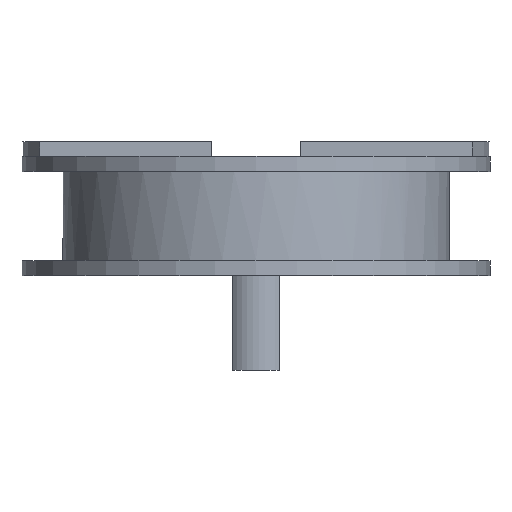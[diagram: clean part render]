
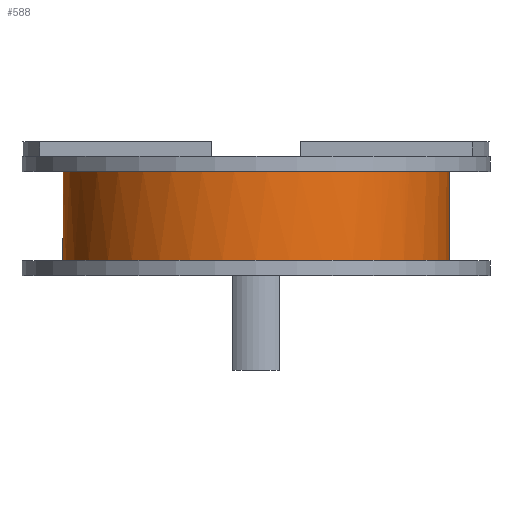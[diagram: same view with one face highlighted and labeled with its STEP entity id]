
A CAD part, top view. The second image highlights one B-rep face of the part: STEP entity #588.
In plain terms, the highlighted cylindrical face has radius 26 mm (diameter 52 mm), a full revolution.
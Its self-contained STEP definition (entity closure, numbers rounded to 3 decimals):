
#116 = PLANE('',#117);
#117 = AXIS2_PLACEMENT_3D('',#118,#119,#120);
#118 = CARTESIAN_POINT('',(0.,0.,29.499));
#119 = DIRECTION('',(0.,-1.,0.));
#120 = DIRECTION('',(0.,0.,-1.));
#134 = EDGE_CURVE('',#135,#135,#137,.T.);
#135 = VERTEX_POINT('',#136);
#136 = CARTESIAN_POINT('',(26.,0.,29.499));
#137 = SURFACE_CURVE('',#138,(#143,#154),.PCURVE_S1.);
#138 = CIRCLE('',#139,26.);
#139 = AXIS2_PLACEMENT_3D('',#140,#141,#142);
#140 = CARTESIAN_POINT('',(0.,0.,29.499));
#141 = DIRECTION('',(0.,1.,0.));
#142 = DIRECTION('',(1.,0.,0.));
#143 = PCURVE('',#116,#144);
#144 = DEFINITIONAL_REPRESENTATION('',(#145),#153);
#145 = ( BOUNDED_CURVE() B_SPLINE_CURVE(2,(#146,#147,#148,#149,#150,#151
,#152),.UNSPECIFIED.,.T.,.F.) B_SPLINE_CURVE_WITH_KNOTS((1,2,2,2,2,1),(
    -2.094,0.,2.094,4.189,6.283,
8.378),.UNSPECIFIED.) CURVE() GEOMETRIC_REPRESENTATION_ITEM() 
RATIONAL_B_SPLINE_CURVE((1.,0.5,1.,0.5,1.,0.5,1.)) REPRESENTATION_ITEM(
  '') );
#146 = CARTESIAN_POINT('',(0.,26.));
#147 = CARTESIAN_POINT('',(45.033,26.));
#148 = CARTESIAN_POINT('',(22.517,-13.));
#149 = CARTESIAN_POINT('',(0.,-52.));
#150 = CARTESIAN_POINT('',(-22.517,-13.));
#151 = CARTESIAN_POINT('',(-45.033,26.));
#152 = CARTESIAN_POINT('',(0.,26.));
#153 = ( GEOMETRIC_REPRESENTATION_CONTEXT(2) 
PARAMETRIC_REPRESENTATION_CONTEXT() REPRESENTATION_CONTEXT('2D SPACE',''
  ) );
#154 = PCURVE('',#155,#160);
#155 = CYLINDRICAL_SURFACE('',#156,26.);
#156 = AXIS2_PLACEMENT_3D('',#157,#158,#159);
#157 = CARTESIAN_POINT('',(0.,0.,29.499));
#158 = DIRECTION('',(0.,-1.,0.));
#159 = DIRECTION('',(1.,0.,0.));
#160 = DEFINITIONAL_REPRESENTATION('',(#161),#165);
#161 = LINE('',#162,#163);
#162 = CARTESIAN_POINT('',(-0.,0.));
#163 = VECTOR('',#164,1.);
#164 = DIRECTION('',(-1.,0.));
#165 = ( GEOMETRIC_REPRESENTATION_CONTEXT(2) 
PARAMETRIC_REPRESENTATION_CONTEXT() REPRESENTATION_CONTEXT('2D SPACE',''
  ) );
#588 = ADVANCED_FACE('',(#589),#155,.T.);
#589 = FACE_BOUND('',#590,.F.);
#590 = EDGE_LOOP('',(#591,#592,#615,#644,#673,#697,#726,#748));
#591 = ORIENTED_EDGE('',*,*,#134,.F.);
#592 = ORIENTED_EDGE('',*,*,#593,.T.);
#593 = EDGE_CURVE('',#135,#594,#596,.T.);
#594 = VERTEX_POINT('',#595);
#595 = CARTESIAN_POINT('',(26.,12.,29.499));
#596 = SEAM_CURVE('',#597,(#601,#608),.PCURVE_S1.);
#597 = LINE('',#598,#599);
#598 = CARTESIAN_POINT('',(26.,0.,29.499));
#599 = VECTOR('',#600,1.);
#600 = DIRECTION('',(0.,1.,0.));
#601 = PCURVE('',#155,#602);
#602 = DEFINITIONAL_REPRESENTATION('',(#603),#607);
#603 = LINE('',#604,#605);
#604 = CARTESIAN_POINT('',(-6.283,0.));
#605 = VECTOR('',#606,1.);
#606 = DIRECTION('',(-0.,-1.));
#607 = ( GEOMETRIC_REPRESENTATION_CONTEXT(2) 
PARAMETRIC_REPRESENTATION_CONTEXT() REPRESENTATION_CONTEXT('2D SPACE',''
  ) );
#608 = PCURVE('',#155,#609);
#609 = DEFINITIONAL_REPRESENTATION('',(#610),#614);
#610 = LINE('',#611,#612);
#611 = CARTESIAN_POINT('',(-0.,0.));
#612 = VECTOR('',#613,1.);
#613 = DIRECTION('',(-0.,-1.));
#614 = ( GEOMETRIC_REPRESENTATION_CONTEXT(2) 
PARAMETRIC_REPRESENTATION_CONTEXT() REPRESENTATION_CONTEXT('2D SPACE',''
  ) );
#615 = ORIENTED_EDGE('',*,*,#616,.T.);
#616 = EDGE_CURVE('',#594,#617,#619,.T.);
#617 = VERTEX_POINT('',#618);
#618 = CARTESIAN_POINT('',(13.97,12.,51.427));
#619 = SURFACE_CURVE('',#620,(#625,#632),.PCURVE_S1.);
#620 = CIRCLE('',#621,26.);
#621 = AXIS2_PLACEMENT_3D('',#622,#623,#624);
#622 = CARTESIAN_POINT('',(0.,12.,29.499));
#623 = DIRECTION('',(0.,1.,0.));
#624 = DIRECTION('',(1.,0.,0.));
#625 = PCURVE('',#155,#626);
#626 = DEFINITIONAL_REPRESENTATION('',(#627),#631);
#627 = LINE('',#628,#629);
#628 = CARTESIAN_POINT('',(-0.,-12.));
#629 = VECTOR('',#630,1.);
#630 = DIRECTION('',(-1.,0.));
#631 = ( GEOMETRIC_REPRESENTATION_CONTEXT(2) 
PARAMETRIC_REPRESENTATION_CONTEXT() REPRESENTATION_CONTEXT('2D SPACE',''
  ) );
#632 = PCURVE('',#633,#638);
#633 = PLANE('',#634);
#634 = AXIS2_PLACEMENT_3D('',#635,#636,#637);
#635 = CARTESIAN_POINT('',(0.,12.,29.499));
#636 = DIRECTION('',(0.,1.,0.));
#637 = DIRECTION('',(0.,0.,1.));
#638 = DEFINITIONAL_REPRESENTATION('',(#639),#643);
#639 = CIRCLE('',#640,26.);
#640 = AXIS2_PLACEMENT_2D('',#641,#642);
#641 = CARTESIAN_POINT('',(0.,0.));
#642 = DIRECTION('',(0.,1.));
#643 = ( GEOMETRIC_REPRESENTATION_CONTEXT(2) 
PARAMETRIC_REPRESENTATION_CONTEXT() REPRESENTATION_CONTEXT('2D SPACE',''
  ) );
#644 = ORIENTED_EDGE('',*,*,#645,.T.);
#645 = EDGE_CURVE('',#617,#646,#648,.T.);
#646 = VERTEX_POINT('',#647);
#647 = CARTESIAN_POINT('',(15.828,12.,50.126));
#648 = SURFACE_CURVE('',#649,(#654,#661),.PCURVE_S1.);
#649 = CIRCLE('',#650,26.);
#650 = AXIS2_PLACEMENT_3D('',#651,#652,#653);
#651 = CARTESIAN_POINT('',(0.,12.,29.499));
#652 = DIRECTION('',(0.,1.,0.));
#653 = DIRECTION('',(1.,0.,0.));
#654 = PCURVE('',#155,#655);
#655 = DEFINITIONAL_REPRESENTATION('',(#656),#660);
#656 = LINE('',#657,#658);
#657 = CARTESIAN_POINT('',(-0.,-12.));
#658 = VECTOR('',#659,1.);
#659 = DIRECTION('',(-1.,0.));
#660 = ( GEOMETRIC_REPRESENTATION_CONTEXT(2) 
PARAMETRIC_REPRESENTATION_CONTEXT() REPRESENTATION_CONTEXT('2D SPACE',''
  ) );
#661 = PCURVE('',#662,#667);
#662 = CYLINDRICAL_SURFACE('',#663,26.);
#663 = AXIS2_PLACEMENT_3D('',#664,#665,#666);
#664 = CARTESIAN_POINT('',(0.,12.,29.499));
#665 = DIRECTION('',(0.,-1.,0.));
#666 = DIRECTION('',(1.,0.,0.));
#667 = DEFINITIONAL_REPRESENTATION('',(#668),#672);
#668 = LINE('',#669,#670);
#669 = CARTESIAN_POINT('',(-0.,0.));
#670 = VECTOR('',#671,1.);
#671 = DIRECTION('',(-1.,0.));
#672 = ( GEOMETRIC_REPRESENTATION_CONTEXT(2) 
PARAMETRIC_REPRESENTATION_CONTEXT() REPRESENTATION_CONTEXT('2D SPACE',''
  ) );
#673 = ORIENTED_EDGE('',*,*,#674,.T.);
#674 = EDGE_CURVE('',#646,#675,#677,.T.);
#675 = VERTEX_POINT('',#676);
#676 = CARTESIAN_POINT('',(19.169,12.,47.064));
#677 = SURFACE_CURVE('',#678,(#683,#690),.PCURVE_S1.);
#678 = CIRCLE('',#679,26.);
#679 = AXIS2_PLACEMENT_3D('',#680,#681,#682);
#680 = CARTESIAN_POINT('',(0.,12.,29.499));
#681 = DIRECTION('',(0.,1.,0.));
#682 = DIRECTION('',(1.,0.,0.));
#683 = PCURVE('',#155,#684);
#684 = DEFINITIONAL_REPRESENTATION('',(#685),#689);
#685 = LINE('',#686,#687);
#686 = CARTESIAN_POINT('',(-0.,-12.));
#687 = VECTOR('',#688,1.);
#688 = DIRECTION('',(-1.,0.));
#689 = ( GEOMETRIC_REPRESENTATION_CONTEXT(2) 
PARAMETRIC_REPRESENTATION_CONTEXT() REPRESENTATION_CONTEXT('2D SPACE',''
  ) );
#690 = PCURVE('',#633,#691);
#691 = DEFINITIONAL_REPRESENTATION('',(#692),#696);
#692 = CIRCLE('',#693,26.);
#693 = AXIS2_PLACEMENT_2D('',#694,#695);
#694 = CARTESIAN_POINT('',(0.,0.));
#695 = DIRECTION('',(0.,1.));
#696 = ( GEOMETRIC_REPRESENTATION_CONTEXT(2) 
PARAMETRIC_REPRESENTATION_CONTEXT() REPRESENTATION_CONTEXT('2D SPACE',''
  ) );
#697 = ORIENTED_EDGE('',*,*,#698,.T.);
#698 = EDGE_CURVE('',#675,#699,#701,.T.);
#699 = VERTEX_POINT('',#700);
#700 = CARTESIAN_POINT('',(20.627,12.,45.326));
#701 = SURFACE_CURVE('',#702,(#707,#714),.PCURVE_S1.);
#702 = CIRCLE('',#703,26.);
#703 = AXIS2_PLACEMENT_3D('',#704,#705,#706);
#704 = CARTESIAN_POINT('',(0.,12.,29.499));
#705 = DIRECTION('',(0.,1.,0.));
#706 = DIRECTION('',(1.,0.,0.));
#707 = PCURVE('',#155,#708);
#708 = DEFINITIONAL_REPRESENTATION('',(#709),#713);
#709 = LINE('',#710,#711);
#710 = CARTESIAN_POINT('',(-0.,-12.));
#711 = VECTOR('',#712,1.);
#712 = DIRECTION('',(-1.,0.));
#713 = ( GEOMETRIC_REPRESENTATION_CONTEXT(2) 
PARAMETRIC_REPRESENTATION_CONTEXT() REPRESENTATION_CONTEXT('2D SPACE',''
  ) );
#714 = PCURVE('',#715,#720);
#715 = CYLINDRICAL_SURFACE('',#716,26.);
#716 = AXIS2_PLACEMENT_3D('',#717,#718,#719);
#717 = CARTESIAN_POINT('',(0.,12.,29.499));
#718 = DIRECTION('',(0.,-1.,0.));
#719 = DIRECTION('',(1.,0.,0.));
#720 = DEFINITIONAL_REPRESENTATION('',(#721),#725);
#721 = LINE('',#722,#723);
#722 = CARTESIAN_POINT('',(-0.,0.));
#723 = VECTOR('',#724,1.);
#724 = DIRECTION('',(-1.,0.));
#725 = ( GEOMETRIC_REPRESENTATION_CONTEXT(2) 
PARAMETRIC_REPRESENTATION_CONTEXT() REPRESENTATION_CONTEXT('2D SPACE',''
  ) );
#726 = ORIENTED_EDGE('',*,*,#727,.T.);
#727 = EDGE_CURVE('',#699,#594,#728,.T.);
#728 = SURFACE_CURVE('',#729,(#734,#741),.PCURVE_S1.);
#729 = CIRCLE('',#730,26.);
#730 = AXIS2_PLACEMENT_3D('',#731,#732,#733);
#731 = CARTESIAN_POINT('',(0.,12.,29.499));
#732 = DIRECTION('',(0.,1.,0.));
#733 = DIRECTION('',(1.,0.,0.));
#734 = PCURVE('',#155,#735);
#735 = DEFINITIONAL_REPRESENTATION('',(#736),#740);
#736 = LINE('',#737,#738);
#737 = CARTESIAN_POINT('',(-0.,-12.));
#738 = VECTOR('',#739,1.);
#739 = DIRECTION('',(-1.,0.));
#740 = ( GEOMETRIC_REPRESENTATION_CONTEXT(2) 
PARAMETRIC_REPRESENTATION_CONTEXT() REPRESENTATION_CONTEXT('2D SPACE',''
  ) );
#741 = PCURVE('',#633,#742);
#742 = DEFINITIONAL_REPRESENTATION('',(#743),#747);
#743 = CIRCLE('',#744,26.);
#744 = AXIS2_PLACEMENT_2D('',#745,#746);
#745 = CARTESIAN_POINT('',(0.,0.));
#746 = DIRECTION('',(0.,1.));
#747 = ( GEOMETRIC_REPRESENTATION_CONTEXT(2) 
PARAMETRIC_REPRESENTATION_CONTEXT() REPRESENTATION_CONTEXT('2D SPACE',''
  ) );
#748 = ORIENTED_EDGE('',*,*,#593,.F.);
